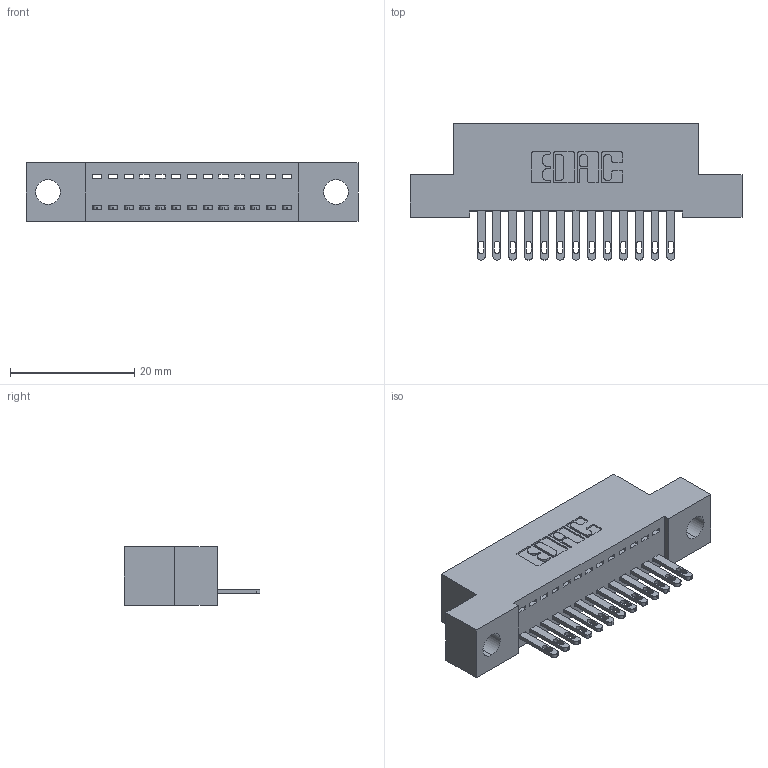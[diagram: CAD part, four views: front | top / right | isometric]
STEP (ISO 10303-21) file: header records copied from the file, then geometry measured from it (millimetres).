
FILE_DESCRIPTION (( 'STEP AP203' ), '1' );
FILE_NAME ('342-013-500-104.STEP', '2018-08-10T16:03:55', ( '' ), ( '' ), 'SwSTEP 2.0', 'SolidWorks 2016', '' );
FILE_SCHEMA (( 'CONFIG_CONTROL_DESIGN' ));
Length unit declared in the file: inch
Products named in the file (3): 342 Part_.156 TH; 345-292-001_345-293-100; 342-013-500-104
Assembly tree (14 placements, depth 2):
  342-013-500-104
    342 Part_.156 TH
    345-292-001_345-293-100  x13
Bounding box: 53.34 x 21.85 x 9.4 mm (x, y, z)
Volume: 4491.1 mm3; surface area: 5897.8 mm2
Topology: 14 solids, 14 shells, 812 faces, 2483 edges, 1654 vertices
Faces by surface type: plane 534, cylinder 278
Entity records: 11499 total; most frequent: CARTESIAN_POINT 1993, ORIENTED_EDGE 1942, DIRECTION 1741, EDGE_CURVE 971, VECTOR 839, LINE 839, VERTEX_POINT 646, AXIS2_PLACEMENT_3D 451
